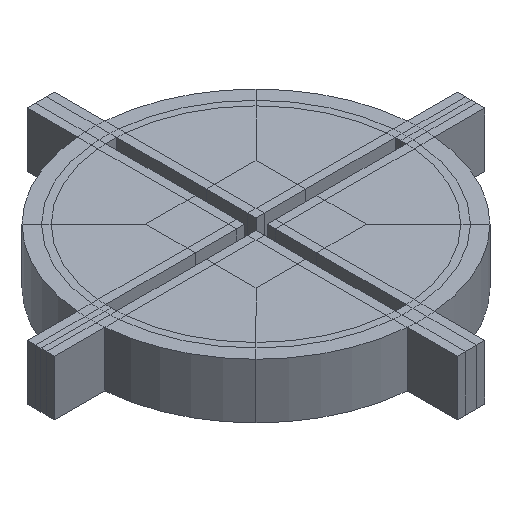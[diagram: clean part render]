
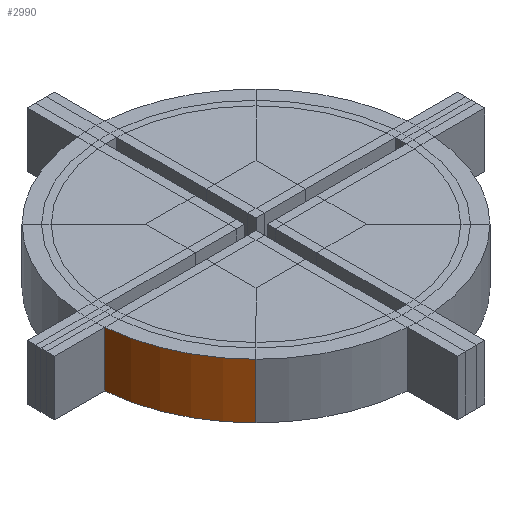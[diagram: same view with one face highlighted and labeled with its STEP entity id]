
A CAD part, isometric view. The second image highlights one B-rep face of the part: STEP entity #2990.
In plain terms, the highlighted cylindrical face has radius 3 mm (diameter 6 mm), a partial arc.
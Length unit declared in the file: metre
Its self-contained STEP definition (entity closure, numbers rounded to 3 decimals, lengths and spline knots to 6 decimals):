
#153 = VERTEX_POINT('',#154);
#154 = CARTESIAN_POINT('',(-0.00299,-0.00025,0.));
#235 = VERTEX_POINT('',#236);
#236 = CARTESIAN_POINT('',(-0.00299,-0.00025,0.001));
#2819 = VERTEX_POINT('',#2820);
#2820 = CARTESIAN_POINT('',(-0.002121,-0.002121,0.));
#2829 = PLANE('',#2830);
#2830 = AXIS2_PLACEMENT_3D('',#2831,#2832,#2833);
#2831 = CARTESIAN_POINT('',(0.,0.,0.));
#2832 = DIRECTION('',(0.,0.,1.));
#2833 = DIRECTION('',(1.,0.,-0.));
#2841 = PLANE('',#2842);
#2842 = AXIS2_PLACEMENT_3D('',#2843,#2844,#2845);
#2843 = CARTESIAN_POINT('',(-0.001,-0.001,-0.004));
#2844 = DIRECTION('',(0.707,-0.707,0.));
#2845 = DIRECTION('',(-0.707,-0.707,0.));
#2885 = EDGE_CURVE('',#2819,#153,#2886,.T.);
#2886 = SURFACE_CURVE('',#2887,(#2892,#2903),.PCURVE_S1.);
#2887 = CIRCLE('',#2888,0.003);
#2888 = AXIS2_PLACEMENT_3D('',#2889,#2890,#2891);
#2889 = CARTESIAN_POINT('',(0.,0.,0.));
#2890 = DIRECTION('',(-0.,0.,-1.));
#2891 = DIRECTION('',(0.,-1.,0.));
#2892 = PCURVE('',#2829,#2893);
#2893 = DEFINITIONAL_REPRESENTATION('',(#2894),#2902);
#2894 = ( BOUNDED_CURVE() B_SPLINE_CURVE(2,(#2895,#2896,#2897,#2898,
#2899,#2900,#2901),.UNSPECIFIED.,.T.,.F.) B_SPLINE_CURVE_WITH_KNOTS((1,2
    ,2,2,2,1),(-2.094395,0.,2.094395,4.18879,
6.283185,8.37758),.UNSPECIFIED.) CURVE() 
GEOMETRIC_REPRESENTATION_ITEM() RATIONAL_B_SPLINE_CURVE((1.,0.5,1.,0.5,
1.,0.5,1.)) REPRESENTATION_ITEM('') );
#2895 = CARTESIAN_POINT('',(0.,-0.003));
#2896 = CARTESIAN_POINT('',(-0.005,-0.003));
#2897 = CARTESIAN_POINT('',(-0.003,0.002));
#2898 = CARTESIAN_POINT('',(0.,0.006));
#2899 = CARTESIAN_POINT('',(0.003,0.002));
#2900 = CARTESIAN_POINT('',(0.005,-0.003));
#2901 = CARTESIAN_POINT('',(0.,-0.003));
#2902 = ( GEOMETRIC_REPRESENTATION_CONTEXT(2) 
PARAMETRIC_REPRESENTATION_CONTEXT() REPRESENTATION_CONTEXT('2D SPACE',''
  ) );
#2903 = PCURVE('',#2904,#2909);
#2904 = CYLINDRICAL_SURFACE('',#2905,0.003);
#2905 = AXIS2_PLACEMENT_3D('',#2906,#2907,#2908);
#2906 = CARTESIAN_POINT('',(0.,0.,0.));
#2907 = DIRECTION('',(-0.,0.,-1.));
#2908 = DIRECTION('',(0.,-1.,0.));
#2909 = DEFINITIONAL_REPRESENTATION('',(#2910),#2914);
#2910 = LINE('',#2911,#2912);
#2911 = CARTESIAN_POINT('',(0.,0.));
#2912 = VECTOR('',#2913,1.);
#2913 = DIRECTION('',(1.,0.));
#2914 = ( GEOMETRIC_REPRESENTATION_CONTEXT(2) 
PARAMETRIC_REPRESENTATION_CONTEXT() REPRESENTATION_CONTEXT('2D SPACE',''
  ) );
#2943 = VERTEX_POINT('',#2944);
#2944 = CARTESIAN_POINT('',(-0.002121,-0.002121,0.001
    ));
#2958 = PLANE('',#2959);
#2959 = AXIS2_PLACEMENT_3D('',#2960,#2961,#2962);
#2960 = CARTESIAN_POINT('',(0.,0.,
    0.001));
#2961 = DIRECTION('',(0.,0.,1.));
#2962 = DIRECTION('',(1.,0.,0.));
#2970 = EDGE_CURVE('',#2819,#2943,#2971,.T.);
#2971 = SURFACE_CURVE('',#2972,(#2976,#2983),.PCURVE_S1.);
#2972 = LINE('',#2973,#2974);
#2973 = CARTESIAN_POINT('',(-0.002121,-0.002121,
    -0.004));
#2974 = VECTOR('',#2975,1.);
#2975 = DIRECTION('',(0.,0.,1.));
#2976 = PCURVE('',#2841,#2977);
#2977 = DEFINITIONAL_REPRESENTATION('',(#2978),#2982);
#2978 = LINE('',#2979,#2980);
#2979 = CARTESIAN_POINT('',(0.002,0.));
#2980 = VECTOR('',#2981,1.);
#2981 = DIRECTION('',(0.,-1.));
#2982 = ( GEOMETRIC_REPRESENTATION_CONTEXT(2) 
PARAMETRIC_REPRESENTATION_CONTEXT() REPRESENTATION_CONTEXT('2D SPACE',''
  ) );
#2983 = PCURVE('',#2904,#2984);
#2984 = DEFINITIONAL_REPRESENTATION('',(#2985),#2989);
#2985 = LINE('',#2986,#2987);
#2986 = CARTESIAN_POINT('',(0.785,0.004));
#2987 = VECTOR('',#2988,1.);
#2988 = DIRECTION('',(0.,-1.));
#2989 = ( GEOMETRIC_REPRESENTATION_CONTEXT(2) 
PARAMETRIC_REPRESENTATION_CONTEXT() REPRESENTATION_CONTEXT('2D SPACE',''
  ) );
#2990 = ADVANCED_FACE('',(#2991),#2904,.T.);
#2991 = FACE_BOUND('',#2992,.T.);
#2992 = EDGE_LOOP('',(#2993,#3007,#3008,#3009));
#2993 = ORIENTED_EDGE('',*,*,#2994,.F.);
#2994 = EDGE_CURVE('',#153,#235,#2995,.T.);
#2995 = SURFACE_CURVE('',#2996,(#3000),.PCURVE_S1.);
#2996 = LINE('',#2997,#2998);
#2997 = CARTESIAN_POINT('',(-0.00299,-0.00025,0.));
#2998 = VECTOR('',#2999,1.);
#2999 = DIRECTION('',(0.,0.,1.));
#3000 = PCURVE('',#2904,#3001);
#3001 = DEFINITIONAL_REPRESENTATION('',(#3002),#3006);
#3002 = LINE('',#3003,#3004);
#3003 = CARTESIAN_POINT('',(1.487,0.));
#3004 = VECTOR('',#3005,1.);
#3005 = DIRECTION('',(0.,-1.));
#3006 = ( GEOMETRIC_REPRESENTATION_CONTEXT(2) 
PARAMETRIC_REPRESENTATION_CONTEXT() REPRESENTATION_CONTEXT('2D SPACE',''
  ) );
#3007 = ORIENTED_EDGE('',*,*,#2885,.F.);
#3008 = ORIENTED_EDGE('',*,*,#2970,.T.);
#3009 = ORIENTED_EDGE('',*,*,#3010,.T.);
#3010 = EDGE_CURVE('',#2943,#235,#3011,.T.);
#3011 = SURFACE_CURVE('',#3012,(#3017,#3024),.PCURVE_S1.);
#3012 = CIRCLE('',#3013,0.003);
#3013 = AXIS2_PLACEMENT_3D('',#3014,#3015,#3016);
#3014 = CARTESIAN_POINT('',(0.,0.,0.001));
#3015 = DIRECTION('',(-0.,0.,-1.));
#3016 = DIRECTION('',(0.,-1.,0.));
#3017 = PCURVE('',#2904,#3018);
#3018 = DEFINITIONAL_REPRESENTATION('',(#3019),#3023);
#3019 = LINE('',#3020,#3021);
#3020 = CARTESIAN_POINT('',(0.,-0.001));
#3021 = VECTOR('',#3022,1.);
#3022 = DIRECTION('',(1.,0.));
#3023 = ( GEOMETRIC_REPRESENTATION_CONTEXT(2) 
PARAMETRIC_REPRESENTATION_CONTEXT() REPRESENTATION_CONTEXT('2D SPACE',''
  ) );
#3024 = PCURVE('',#2958,#3025);
#3025 = DEFINITIONAL_REPRESENTATION('',(#3026),#3034);
#3026 = ( BOUNDED_CURVE() B_SPLINE_CURVE(2,(#3027,#3028,#3029,#3030,
#3031,#3032,#3033),.UNSPECIFIED.,.T.,.F.) B_SPLINE_CURVE_WITH_KNOTS((1,2
    ,2,2,2,1),(-2.094395,0.,2.094395,4.18879,
6.283185,8.37758),.UNSPECIFIED.) CURVE() 
GEOMETRIC_REPRESENTATION_ITEM() RATIONAL_B_SPLINE_CURVE((1.,0.5,1.,0.5,
1.,0.5,1.)) REPRESENTATION_ITEM('') );
#3027 = CARTESIAN_POINT('',(0.,-0.003));
#3028 = CARTESIAN_POINT('',(-0.005,-0.003));
#3029 = CARTESIAN_POINT('',(-0.003,0.002));
#3030 = CARTESIAN_POINT('',(0.,0.006));
#3031 = CARTESIAN_POINT('',(0.003,0.002));
#3032 = CARTESIAN_POINT('',(0.005,-0.003));
#3033 = CARTESIAN_POINT('',(0.,-0.003));
#3034 = ( GEOMETRIC_REPRESENTATION_CONTEXT(2) 
PARAMETRIC_REPRESENTATION_CONTEXT() REPRESENTATION_CONTEXT('2D SPACE',''
  ) );
